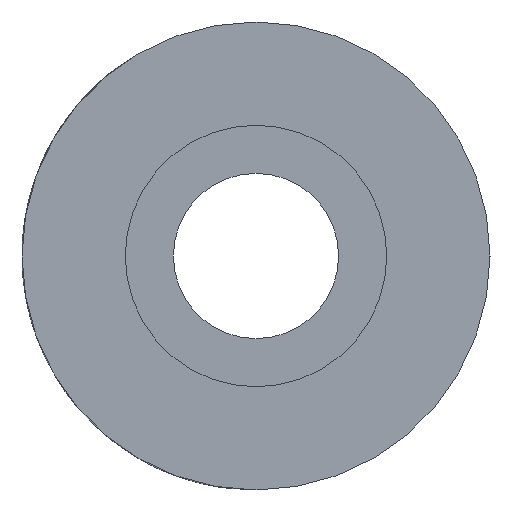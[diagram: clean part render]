
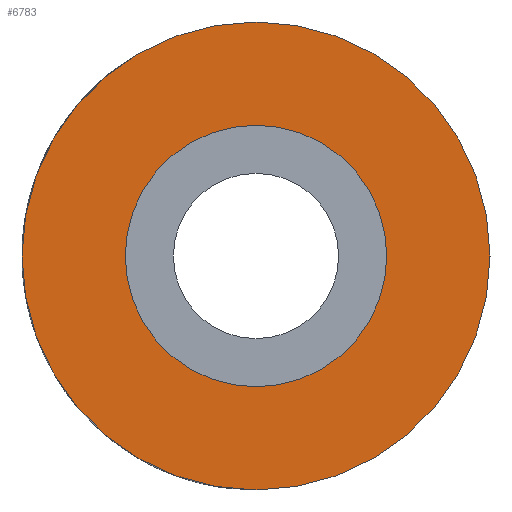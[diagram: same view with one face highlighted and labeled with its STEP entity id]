
A CAD part, left-side view. The second image highlights one B-rep face of the part: STEP entity #6783.
In plain terms, the highlighted planar face has unit normal (-1, 0, 0).
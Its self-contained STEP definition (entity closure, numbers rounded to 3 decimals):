
#228 = ORIENTED_EDGE ( 'NONE', *, *, #586, .F. ) ;
#262 = PLANE ( 'NONE',  #7726 ) ;
#349 = CARTESIAN_POINT ( 'NONE',  ( 0., 0., 0. ) ) ;
#396 = DIRECTION ( 'NONE',  ( 1., 0., 0. ) ) ;
#451 = VERTEX_POINT ( 'NONE', #2090 ) ;
#483 = DIRECTION ( 'NONE',  ( 0., 0., 1. ) ) ;
#586 = EDGE_CURVE ( 'NONE', #6451, #3218, #5928, .T. ) ;
#945 = DIRECTION ( 'NONE',  ( 0., 0., -1. ) ) ;
#1257 = AXIS2_PLACEMENT_3D ( 'NONE', #5413, #2604, #483 ) ;
#1730 = CARTESIAN_POINT ( 'NONE',  ( 0., 0., 0. ) ) ;
#2090 = CARTESIAN_POINT ( 'NONE',  ( 0., 0., 8.5 ) ) ;
#2540 = AXIS2_PLACEMENT_3D ( 'NONE', #1730, #4586, #8837 ) ;
#2604 = DIRECTION ( 'NONE',  ( -1., 0., 0. ) ) ;
#2811 = EDGE_LOOP ( 'NONE', ( #5718, #228 ) ) ;
#2870 = CIRCLE ( 'NONE', #1257, 8.5 ) ;
#2875 = CARTESIAN_POINT ( 'NONE',  ( 0., 0., -8.5 ) ) ;
#3110 = FACE_OUTER_BOUND ( 'NONE', #6627, .T. ) ;
#3218 = VERTEX_POINT ( 'NONE', #5146 ) ;
#3858 = VERTEX_POINT ( 'NONE', #2875 ) ;
#3918 = EDGE_CURVE ( 'NONE', #3858, #451, #8448, .T. ) ;
#4481 = ORIENTED_EDGE ( 'NONE', *, *, #3918, .T. ) ;
#4496 = DIRECTION ( 'NONE',  ( 0., 0., 1. ) ) ;
#4568 = CARTESIAN_POINT ( 'NONE',  ( 0., 0., -4.75 ) ) ;
#4586 = DIRECTION ( 'NONE',  ( -1., 0., 0. ) ) ;
#4590 = FACE_BOUND ( 'NONE', #2811, .T. ) ;
#5146 = CARTESIAN_POINT ( 'NONE',  ( 0., 0., 4.75 ) ) ;
#5270 = EDGE_CURVE ( 'NONE', #3218, #6451, #5951, .T. ) ;
#5308 = DIRECTION ( 'NONE',  ( -1., 0., 0. ) ) ;
#5413 = CARTESIAN_POINT ( 'NONE',  ( 0., 0., 0. ) ) ;
#5718 = ORIENTED_EDGE ( 'NONE', *, *, #5270, .F. ) ;
#5928 = CIRCLE ( 'NONE', #2540, 4.75 ) ;
#5951 = CIRCLE ( 'NONE', #9057, 4.75 ) ;
#6056 = DIRECTION ( 'NONE',  ( 0., 0., -1. ) ) ;
#6381 = AXIS2_PLACEMENT_3D ( 'NONE', #7433, #5308, #4496 ) ;
#6451 = VERTEX_POINT ( 'NONE', #4568 ) ;
#6627 = EDGE_LOOP ( 'NONE', ( #6851, #4481 ) ) ;
#6783 = ADVANCED_FACE ( 'NONE', ( #4590, #3110 ), #262, .F. ) ;
#6851 = ORIENTED_EDGE ( 'NONE', *, *, #6949, .T. ) ;
#6949 = EDGE_CURVE ( 'NONE', #451, #3858, #2870, .T. ) ;
#7250 = DIRECTION ( 'NONE',  ( -1., 0., 0. ) ) ;
#7298 = CARTESIAN_POINT ( 'NONE',  ( 0., 0., 0. ) ) ;
#7433 = CARTESIAN_POINT ( 'NONE',  ( 0., 0., 0. ) ) ;
#7726 = AXIS2_PLACEMENT_3D ( 'NONE', #349, #396, #6056 ) ;
#8448 = CIRCLE ( 'NONE', #6381, 8.5 ) ;
#8837 = DIRECTION ( 'NONE',  ( 0., 0., -1. ) ) ;
#9057 = AXIS2_PLACEMENT_3D ( 'NONE', #7298, #7250, #945 ) ;
